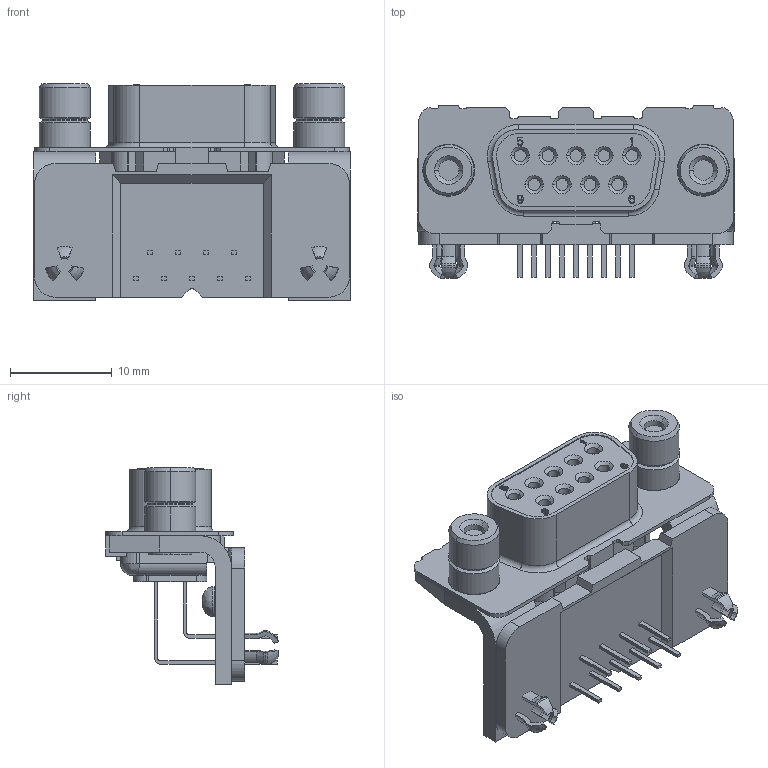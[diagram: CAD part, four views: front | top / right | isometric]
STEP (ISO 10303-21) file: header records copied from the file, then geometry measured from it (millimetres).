
FILE_DESCRIPTION(('STEP AP242'),'1');
FILE_NAME('3-106505-2.stp','2022-07-29T11:29:57',('TraceParts'),('TraceParts S.A.'),'Spatial InterOp 3D',' ',' ');
FILE_SCHEMA(('AP242_MANAGED_MODEL_BASED_3D_ENGINEERING_MIM_LF {1 0 10303 442 1 1 4}'));
Length unit declared in the file: millimetre
Products named in the file (1): 3-106505-2
Bounding box: 31.09 x 16.95 x 21.3 mm (x, y, z)
Volume: 2792.5 mm3; surface area: 3272.1 mm2
Topology: 1 solids, 1 shells, 765 faces, 2085 edges, 1368 vertices
Faces by surface type: plane 479, cylinder 162, cone 64, torus 40, bspline 20
Entity records: 25477 total; most frequent: CARTESIAN_POINT 6064, ORIENTED_EDGE 4170, DIRECTION 3849, EDGE_CURVE 2085, LINE 1473, VECTOR 1473, VERTEX_POINT 1368, AXIS2_PLACEMENT_3D 1188
